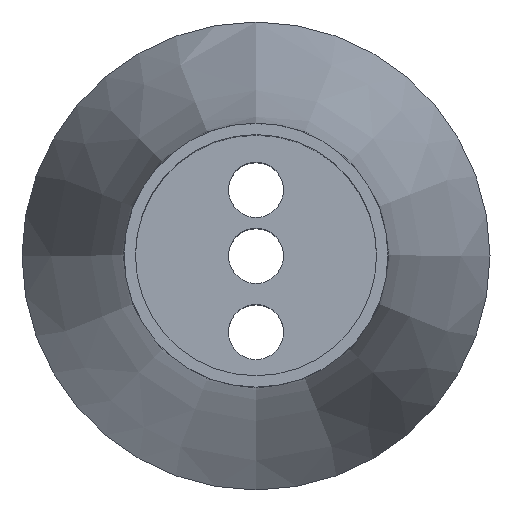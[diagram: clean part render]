
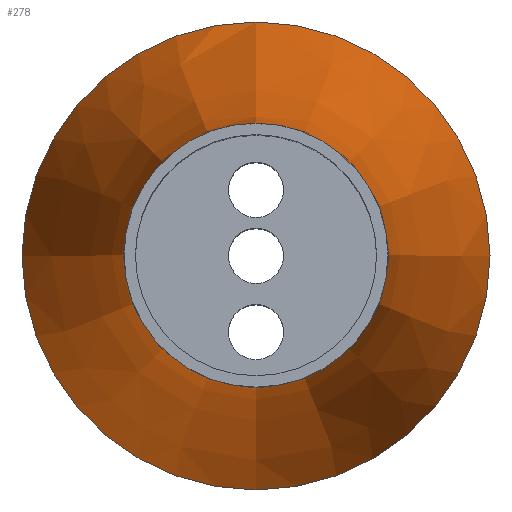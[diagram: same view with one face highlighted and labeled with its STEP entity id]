
A CAD part, top view. The second image highlights one B-rep face of the part: STEP entity #278.
In plain terms, the highlighted free-form (B-spline) face has degree [5, 2] with [10, 9] control points.
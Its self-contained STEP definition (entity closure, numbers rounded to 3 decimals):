
#51=(
BOUNDED_CURVE()
B_SPLINE_CURVE(5,(#545,#546,#547,#548,#549,#550,#551,#552,#553,#554),
 .UNSPECIFIED.,.F.,.F.)
B_SPLINE_CURVE_WITH_KNOTS((6,1,1,1,1,6),(0.,0.2,0.4,0.6,0.8,1.),
 .UNSPECIFIED.)
CURVE()
GEOMETRIC_REPRESENTATION_ITEM()
RATIONAL_B_SPLINE_CURVE((1.,1.,1.,1.,1.,1.,1.,1.,1.,1.))
REPRESENTATION_ITEM('')
);
#52=(
BOUNDED_SURFACE()
B_SPLINE_SURFACE(5,2,((#454,#455,#456,#457,#458,#459,#460,#461,#462),(#463,
#464,#465,#466,#467,#468,#469,#470,#471),(#472,#473,#474,#475,#476,#477,
#478,#479,#480),(#481,#482,#483,#484,#485,#486,#487,#488,#489),(#490,#491,
#492,#493,#494,#495,#496,#497,#498),(#499,#500,#501,#502,#503,#504,#505,
#506,#507),(#508,#509,#510,#511,#512,#513,#514,#515,#516),(#517,#518,#519,
#520,#521,#522,#523,#524,#525),(#526,#527,#528,#529,#530,#531,#532,#533,
#534),(#535,#536,#537,#538,#539,#540,#541,#542,#543)),.UNSPECIFIED.,.F.,
 .T.,.F.)
B_SPLINE_SURFACE_WITH_KNOTS((6,1,1,1,1,6),(3,2,2,2,3),(0.,0.2,0.4,0.6,0.8,
1.),(0.,1.571,3.142,4.712,6.283),
 .UNSPECIFIED.)
GEOMETRIC_REPRESENTATION_ITEM()
RATIONAL_B_SPLINE_SURFACE(((1.,0.707,1.,0.707,1.,
0.707,1.,0.707,1.),(1.,0.707,1.,0.707,
1.,0.707,1.,0.707,1.),(1.,0.707,1.,
0.707,1.,0.707,1.,0.707,1.),(1.,0.707,
1.,0.707,1.,0.707,1.,0.707,1.),(1.,
0.707,1.,0.707,1.,0.707,1.,0.707,
1.),(1.,0.707,1.,0.707,1.,0.707,1.,
0.707,1.),(1.,0.707,1.,0.707,1.,0.707,
1.,0.707,1.),(1.,0.707,1.,0.707,1.,
0.707,1.,0.707,1.),(1.,0.707,1.,0.707,
1.,0.707,1.,0.707,1.),(1.,0.707,1.,
0.707,1.,0.707,1.,0.707,1.)))
REPRESENTATION_ITEM('')
SURFACE()
);
#67=FACE_OUTER_BOUND('',#88,.T.);
#88=EDGE_LOOP('',(#202,#203,#204,#205));
#119=CIRCLE('',#312,19.5);
#121=CIRCLE('',#314,11.);
#141=VERTEX_POINT('',#450);
#143=VERTEX_POINT('',#544);
#165=EDGE_CURVE('',#141,#141,#119,.T.);
#167=EDGE_CURVE('',#141,#143,#51,.T.);
#168=EDGE_CURVE('',#143,#143,#121,.T.);
#202=ORIENTED_EDGE('',*,*,#167,.T.);
#203=ORIENTED_EDGE('',*,*,#168,.T.);
#204=ORIENTED_EDGE('',*,*,#167,.F.);
#205=ORIENTED_EDGE('',*,*,#165,.F.);
#278=ADVANCED_FACE('',(#67),#52,.T.);
#312=AXIS2_PLACEMENT_3D('',#451,#356,#357);
#314=AXIS2_PLACEMENT_3D('',#555,#360,#361);
#356=DIRECTION('center_axis',(0.,0.,-1.));
#357=DIRECTION('ref_axis',(1.,0.,0.));
#360=DIRECTION('center_axis',(0.,0.,-1.));
#361=DIRECTION('ref_axis',(1.,0.,0.));
#450=CARTESIAN_POINT('',(0.,19.5,20.));
#451=CARTESIAN_POINT('Origin',(0.,0.,20.));
#454=CARTESIAN_POINT('Ctrl Pts',(0.,19.5,20.));
#455=CARTESIAN_POINT('Ctrl Pts',(19.5,19.5,20.));
#456=CARTESIAN_POINT('Ctrl Pts',(19.5,0.,20.));
#457=CARTESIAN_POINT('Ctrl Pts',(19.5,-19.5,20.));
#458=CARTESIAN_POINT('Ctrl Pts',(0.,-19.5,20.));
#459=CARTESIAN_POINT('Ctrl Pts',(-19.5,-19.5,20.));
#460=CARTESIAN_POINT('Ctrl Pts',(-19.5,0.,20.));
#461=CARTESIAN_POINT('Ctrl Pts',(-19.5,19.5,20.));
#462=CARTESIAN_POINT('Ctrl Pts',(0.,19.5,20.));
#463=CARTESIAN_POINT('Ctrl Pts',(0.,18.524,23.514));
#464=CARTESIAN_POINT('Ctrl Pts',(18.524,18.524,23.514));
#465=CARTESIAN_POINT('Ctrl Pts',(18.524,0.,23.514));
#466=CARTESIAN_POINT('Ctrl Pts',(18.524,-18.524,23.514));
#467=CARTESIAN_POINT('Ctrl Pts',(0.,-18.524,23.514));
#468=CARTESIAN_POINT('Ctrl Pts',(-18.524,-18.524,23.514));
#469=CARTESIAN_POINT('Ctrl Pts',(-18.524,0.,23.514));
#470=CARTESIAN_POINT('Ctrl Pts',(-18.524,18.524,23.514));
#471=CARTESIAN_POINT('Ctrl Pts',(0.,18.524,23.514));
#472=CARTESIAN_POINT('Ctrl Pts',(0.,16.759,29.947));
#473=CARTESIAN_POINT('Ctrl Pts',(16.759,16.759,29.947));
#474=CARTESIAN_POINT('Ctrl Pts',(16.759,0.,29.947));
#475=CARTESIAN_POINT('Ctrl Pts',(16.759,-16.759,29.947));
#476=CARTESIAN_POINT('Ctrl Pts',(0.,-16.759,29.947));
#477=CARTESIAN_POINT('Ctrl Pts',(-16.759,-16.759,29.947));
#478=CARTESIAN_POINT('Ctrl Pts',(-16.759,0.,29.947));
#479=CARTESIAN_POINT('Ctrl Pts',(-16.759,16.759,29.947));
#480=CARTESIAN_POINT('Ctrl Pts',(0.,16.759,29.947));
#481=CARTESIAN_POINT('Ctrl Pts',(0.,14.674,37.817));
#482=CARTESIAN_POINT('Ctrl Pts',(14.674,14.674,37.817));
#483=CARTESIAN_POINT('Ctrl Pts',(14.674,0.,37.817));
#484=CARTESIAN_POINT('Ctrl Pts',(14.674,-14.674,37.817));
#485=CARTESIAN_POINT('Ctrl Pts',(0.,-14.674,37.817));
#486=CARTESIAN_POINT('Ctrl Pts',(-14.674,-14.674,37.817));
#487=CARTESIAN_POINT('Ctrl Pts',(-14.674,0.,37.817));
#488=CARTESIAN_POINT('Ctrl Pts',(-14.674,14.674,37.817));
#489=CARTESIAN_POINT('Ctrl Pts',(0.,14.674,37.817));
#490=CARTESIAN_POINT('Ctrl Pts',(0.,12.861,45.269));
#491=CARTESIAN_POINT('Ctrl Pts',(12.861,12.861,45.269));
#492=CARTESIAN_POINT('Ctrl Pts',(12.861,0.,45.269));
#493=CARTESIAN_POINT('Ctrl Pts',(12.861,-12.861,45.269));
#494=CARTESIAN_POINT('Ctrl Pts',(0.,-12.861,45.269));
#495=CARTESIAN_POINT('Ctrl Pts',(-12.861,-12.861,45.269));
#496=CARTESIAN_POINT('Ctrl Pts',(-12.861,0.,45.269));
#497=CARTESIAN_POINT('Ctrl Pts',(-12.861,12.861,45.269));
#498=CARTESIAN_POINT('Ctrl Pts',(0.,12.861,45.269));
#499=CARTESIAN_POINT('Ctrl Pts',(0.,11.657,51.416));
#500=CARTESIAN_POINT('Ctrl Pts',(11.657,11.657,51.416));
#501=CARTESIAN_POINT('Ctrl Pts',(11.657,0.,51.416));
#502=CARTESIAN_POINT('Ctrl Pts',(11.657,-11.657,51.416));
#503=CARTESIAN_POINT('Ctrl Pts',(0.,-11.657,51.416));
#504=CARTESIAN_POINT('Ctrl Pts',(-11.657,-11.657,51.416));
#505=CARTESIAN_POINT('Ctrl Pts',(-11.657,0.,51.416));
#506=CARTESIAN_POINT('Ctrl Pts',(-11.657,11.657,51.416));
#507=CARTESIAN_POINT('Ctrl Pts',(0.,11.657,51.416));
#508=CARTESIAN_POINT('Ctrl Pts',(0.,11.2,55.086));
#509=CARTESIAN_POINT('Ctrl Pts',(11.2,11.2,55.086));
#510=CARTESIAN_POINT('Ctrl Pts',(11.2,0.,55.086));
#511=CARTESIAN_POINT('Ctrl Pts',(11.2,-11.2,55.086));
#512=CARTESIAN_POINT('Ctrl Pts',(0.,-11.2,55.086));
#513=CARTESIAN_POINT('Ctrl Pts',(-11.2,-11.2,55.086));
#514=CARTESIAN_POINT('Ctrl Pts',(-11.2,0.,55.086));
#515=CARTESIAN_POINT('Ctrl Pts',(-11.2,11.2,55.086));
#516=CARTESIAN_POINT('Ctrl Pts',(0.,11.2,55.086));
#517=CARTESIAN_POINT('Ctrl Pts',(0.,11.036,57.595));
#518=CARTESIAN_POINT('Ctrl Pts',(11.036,11.036,57.595));
#519=CARTESIAN_POINT('Ctrl Pts',(11.036,0.,57.595));
#520=CARTESIAN_POINT('Ctrl Pts',(11.036,-11.036,57.595));
#521=CARTESIAN_POINT('Ctrl Pts',(0.,-11.036,57.595));
#522=CARTESIAN_POINT('Ctrl Pts',(-11.036,-11.036,57.595));
#523=CARTESIAN_POINT('Ctrl Pts',(-11.036,0.,57.595));
#524=CARTESIAN_POINT('Ctrl Pts',(-11.036,11.036,57.595));
#525=CARTESIAN_POINT('Ctrl Pts',(0.,11.036,57.595));
#526=CARTESIAN_POINT('Ctrl Pts',(0.,11.,59.208));
#527=CARTESIAN_POINT('Ctrl Pts',(11.,11.,59.208));
#528=CARTESIAN_POINT('Ctrl Pts',(11.,0.,59.208));
#529=CARTESIAN_POINT('Ctrl Pts',(11.,-11.,59.208));
#530=CARTESIAN_POINT('Ctrl Pts',(0.,-11.,59.208));
#531=CARTESIAN_POINT('Ctrl Pts',(-11.,-11.,59.208));
#532=CARTESIAN_POINT('Ctrl Pts',(-11.,0.,59.208));
#533=CARTESIAN_POINT('Ctrl Pts',(-11.,11.,59.208));
#534=CARTESIAN_POINT('Ctrl Pts',(0.,11.,59.208));
#535=CARTESIAN_POINT('Ctrl Pts',(0.,11.,60.));
#536=CARTESIAN_POINT('Ctrl Pts',(11.,11.,60.));
#537=CARTESIAN_POINT('Ctrl Pts',(11.,0.,60.));
#538=CARTESIAN_POINT('Ctrl Pts',(11.,-11.,60.));
#539=CARTESIAN_POINT('Ctrl Pts',(0.,-11.,60.));
#540=CARTESIAN_POINT('Ctrl Pts',(-11.,-11.,60.));
#541=CARTESIAN_POINT('Ctrl Pts',(-11.,0.,60.));
#542=CARTESIAN_POINT('Ctrl Pts',(-11.,11.,60.));
#543=CARTESIAN_POINT('Ctrl Pts',(0.,11.,60.));
#544=CARTESIAN_POINT('',(0.,11.,60.));
#545=CARTESIAN_POINT('Ctrl Pts',(0.,19.5,20.));
#546=CARTESIAN_POINT('Ctrl Pts',(0.,18.524,23.514));
#547=CARTESIAN_POINT('Ctrl Pts',(0.,16.759,29.947));
#548=CARTESIAN_POINT('Ctrl Pts',(0.,14.674,37.817));
#549=CARTESIAN_POINT('Ctrl Pts',(0.,12.861,45.269));
#550=CARTESIAN_POINT('Ctrl Pts',(0.,11.657,51.416));
#551=CARTESIAN_POINT('Ctrl Pts',(0.,11.2,55.086));
#552=CARTESIAN_POINT('Ctrl Pts',(0.,11.036,57.595));
#553=CARTESIAN_POINT('Ctrl Pts',(0.,11.,59.208));
#554=CARTESIAN_POINT('Ctrl Pts',(0.,11.,60.));
#555=CARTESIAN_POINT('Origin',(0.,0.,60.));
